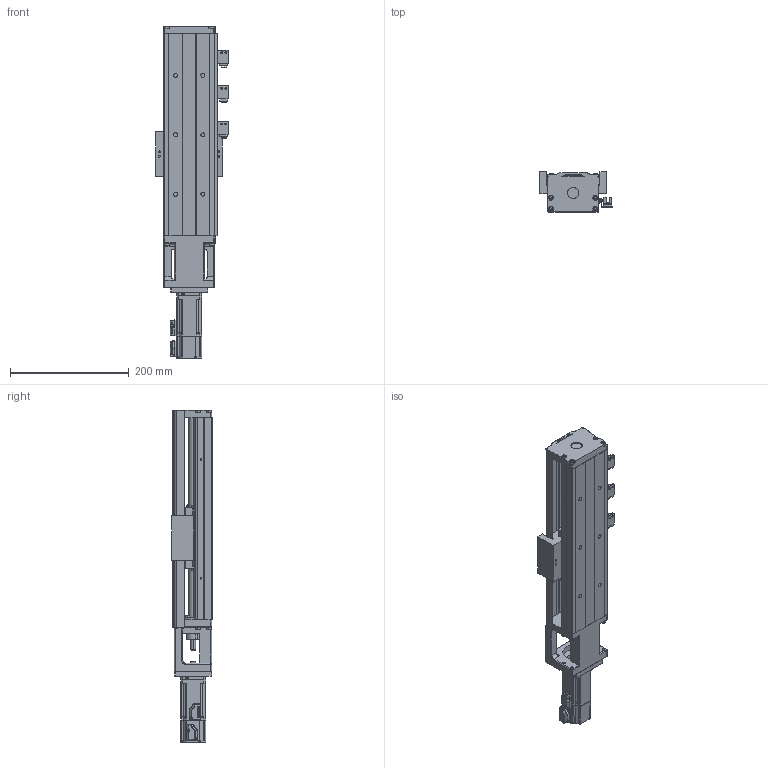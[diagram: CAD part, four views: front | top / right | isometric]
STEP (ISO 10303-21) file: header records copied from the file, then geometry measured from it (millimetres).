
FILE_DESCRIPTION (( 'STEP AP214' ), '1' );
FILE_NAME ('KK86-340A1-F0C S2 M100.STEP', '2015-06-13T01:23:05', ( 'USER' ), ( 'Microsoft' ), 'SwSTEP 2.0', 'SolidWorks 2012', '' );
FILE_SCHEMA (( 'AUTOMOTIVE_DESIGN' ));
Length unit declared in the file: millimetre
Products named in the file (8): 100W; 86-F3; 盄 壽 340_2; 嫖萇羲壽_2; 80-340_2; KK86-BLOCK-A_12_2; KK86-RAIL_42_2; KK86-340A1-F0C S2 M100
Assembly tree (9 placements, depth 3):
  KK86-340A1-F0C S2 M100
    KK86-RAIL_42_2
    KK86-BLOCK-A_12_2
    盄 壽 340_2
      80-340_2
      嫖萇羲壽_2  x3
    86-F3
    100W
Bounding box: 121.5 x 68 x 558.5 mm (x, y, z)
Volume: 1285304 mm3; surface area: 369413.7 mm2
Topology: 7 solids, 39 shells, 1963 faces, 5185 edges, 3411 vertices
Faces by surface type: plane 1070, cylinder 607, torus 102, cone 77, bspline 69, sphere 38
Entity records: 71495 total; most frequent: CARTESIAN_POINT 19999, ORIENTED_EDGE 8401, DIRECTION 7981, EDGE_CURVE 4433, VERTEX_POINT 2931, AXIS2_PLACEMENT_3D 2721, VECTOR 2539, LINE 2539
